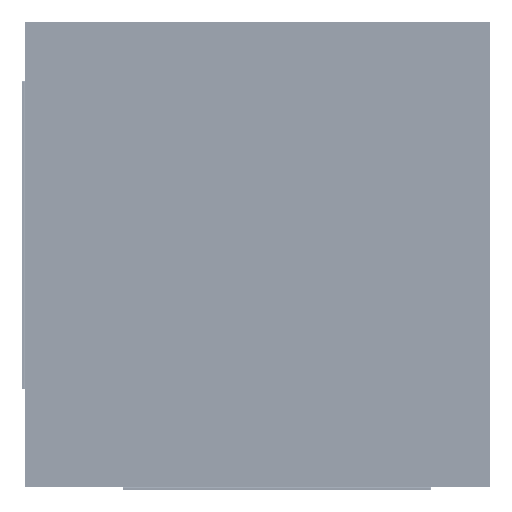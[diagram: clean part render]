
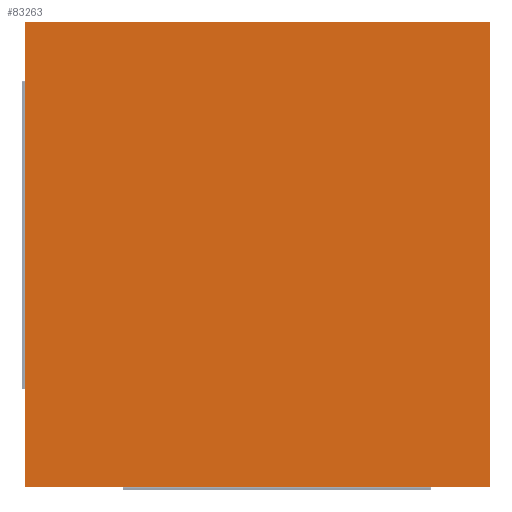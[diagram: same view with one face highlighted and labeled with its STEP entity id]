
A CAD part, front view. The second image highlights one B-rep face of the part: STEP entity #83263.
In plain terms, the highlighted planar face has unit normal (0, -1, 0).
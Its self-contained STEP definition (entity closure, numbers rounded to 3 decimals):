
#10525=FACE_OUTER_BOUND('',#15441,.T.);
#15441=EDGE_LOOP('',(#56505,#56506,#56507,#56508));
#21487=LINE('',#122606,#28927);
#21491=LINE('',#122614,#28931);
#21494=LINE('',#122620,#28934);
#21497=LINE('',#122625,#28937);
#28927=VECTOR('',#97857,0.394);
#28931=VECTOR('',#97863,0.394);
#28934=VECTOR('',#97868,0.394);
#28937=VECTOR('',#97873,0.394);
#36367=VERTEX_POINT('',#122604);
#36368=VERTEX_POINT('',#122605);
#36371=VERTEX_POINT('',#122613);
#36373=VERTEX_POINT('',#122619);
#44356=EDGE_CURVE('',#36367,#36368,#21487,.T.);
#44360=EDGE_CURVE('',#36371,#36367,#21491,.T.);
#44363=EDGE_CURVE('',#36373,#36371,#21494,.T.);
#44366=EDGE_CURVE('',#36368,#36373,#21497,.T.);
#56505=ORIENTED_EDGE('',*,*,#44366,.F.);
#56506=ORIENTED_EDGE('',*,*,#44356,.F.);
#56507=ORIENTED_EDGE('',*,*,#44360,.F.);
#56508=ORIENTED_EDGE('',*,*,#44363,.F.);
#80750=PLANE('',#89203);
#83263=ADVANCED_FACE('',(#10525),#80750,.T.);
#89203=AXIS2_PLACEMENT_3D('',#122628,#97877,#97878);
#97857=DIRECTION('',(0.,0.,-1.));
#97863=DIRECTION('',(1.,0.,0.));
#97868=DIRECTION('',(0.,0.,1.));
#97873=DIRECTION('',(-1.,0.,0.));
#97877=DIRECTION('center_axis',(0.,-1.,0.));
#97878=DIRECTION('ref_axis',(0.,0.,-1.));
#122604=CARTESIAN_POINT('',(60.,0.,60.));
#122605=CARTESIAN_POINT('',(60.,0.,-60.));
#122606=CARTESIAN_POINT('',(60.,0.,60.));
#122613=CARTESIAN_POINT('',(-60.,0.,60.));
#122614=CARTESIAN_POINT('',(-60.,0.,60.));
#122619=CARTESIAN_POINT('',(-60.,0.,-60.));
#122620=CARTESIAN_POINT('',(-60.,0.,-60.));
#122625=CARTESIAN_POINT('',(60.,0.,-60.));
#122628=CARTESIAN_POINT('Origin',(0.,0.,0.));
